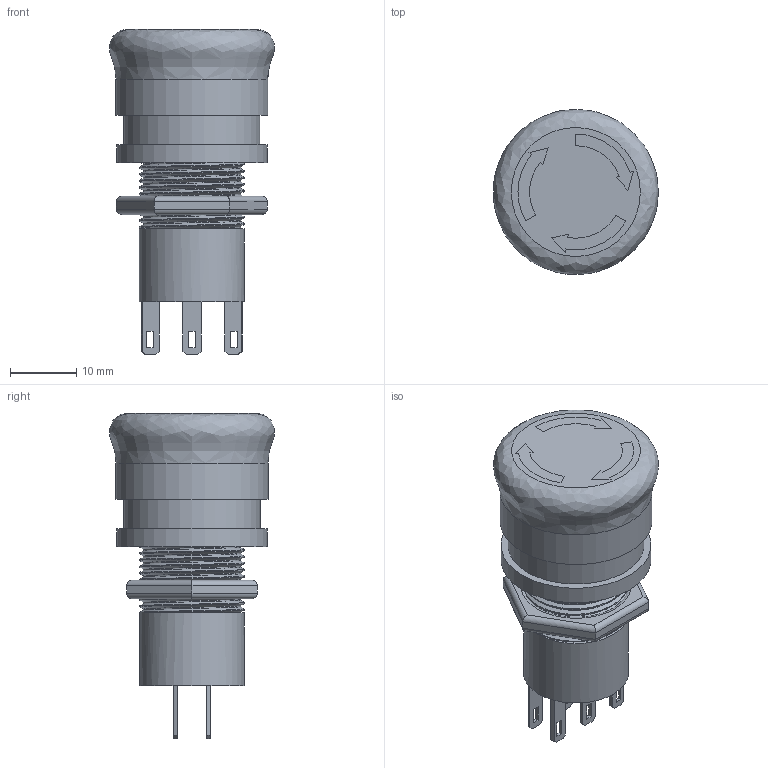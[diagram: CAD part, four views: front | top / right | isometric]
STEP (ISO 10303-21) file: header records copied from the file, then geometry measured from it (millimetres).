
FILE_DESCRIPTION(/* description */ (''),/* implementation_level */ '2;1');
FILE_NAME(/* name */ 'e-stop.step',/* time_stamp */ '2024-09-27T14:20:01+02:00',/* author */ (''),/* organization */ (''),/* preprocessor_version */ 'ST-DEVELOPER v20',/* originating_system */ 'Autodesk Translation Framework v13.20.0.188',/* authorisation */ '');
FILE_SCHEMA (('AUTOMOTIVE_DESIGN { 1 0 10303 214 3 1 1 }'));
Length unit declared in the file: millimetre
Products named in the file (2): #EL01x1 - Switch; Knob
Assembly tree (1 placements, depth 2):
  #EL01x1 - Switch
    Knob
Bounding box: 24.94 x 24.89 x 49.15 mm (x, y, z)
Volume: 12711 mm3; surface area: 5901 mm2
Topology: 13 solids, 13 shells, 182 faces, 444 edges, 292 vertices
Faces by surface type: plane 119, cylinder 54, cone 4, bspline 3, torus 2
Full cylindrical faces by diameter (mm): 14.741 x9, 15 x1, 15.884 x10, 20.6 x1, 22.75 x1, 23 x1
Entity records: 8075 total; most frequent: CARTESIAN_POINT 3741, ORIENTED_EDGE 888, DIRECTION 821, EDGE_CURVE 444, LINE 317, VECTOR 317, VERTEX_POINT 292, AXIS2_PLACEMENT_3D 252
